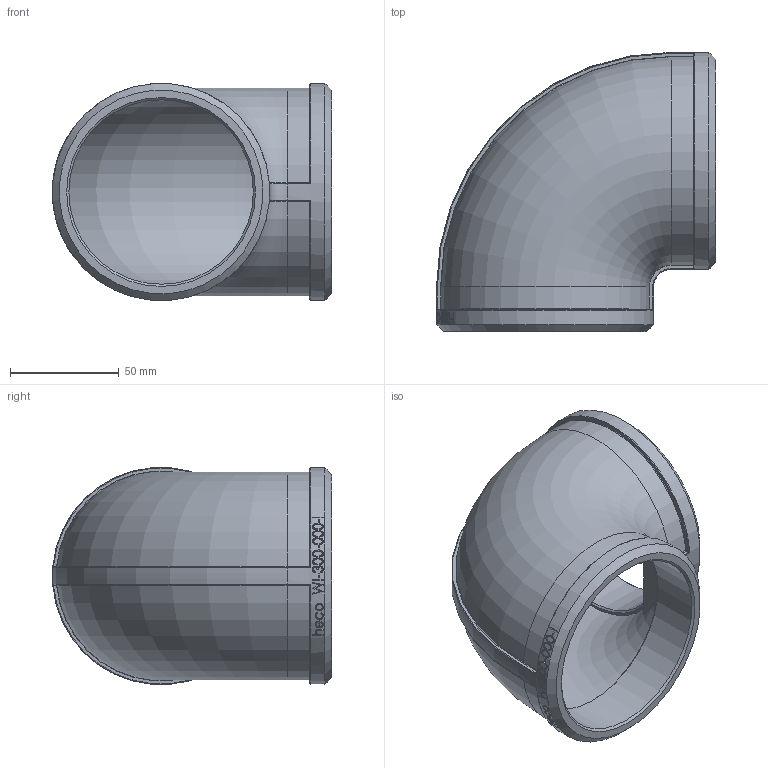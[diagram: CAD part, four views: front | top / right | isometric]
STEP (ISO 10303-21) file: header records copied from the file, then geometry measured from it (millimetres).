
FILE_DESCRIPTION (( 'STEP AP214' ), '1' );
FILE_NAME ('heco_WI-300-000-I1.STEP', '2016-07-11T12:03:18', ( '' ), ( '' ), 'SwSTEP 2.0', 'SolidWorks 2011', '' );
FILE_SCHEMA (( 'AUTOMOTIVE_DESIGN' ));
Length unit declared in the file: millimetre
Products named in the file (1): heco_WI-300-000-I1
Bounding box: 128.55 x 128.48 x 99.68 mm (x, y, z)
Volume: 177124.8 mm3; surface area: 82060.4 mm2
Topology: 1 solids, 1 shells, 255 faces, 627 edges, 398 vertices
Faces by surface type: bspline 113, cylinder 55, plane 52, torus 21, sphere 8, cone 6
Full cylindrical faces by diameter (mm): 84.926 x2, 100 x2
Entity records: 30240 total; most frequent: CARTESIAN_POINT 23238, ORIENTED_EDGE 1220, DIRECTION 784, EDGE_CURVE 610, VERTEX_POINT 392, EDGE_LOOP 292, AXIS2_PLACEMENT_3D 279, FACE_OUTER_BOUND 259
